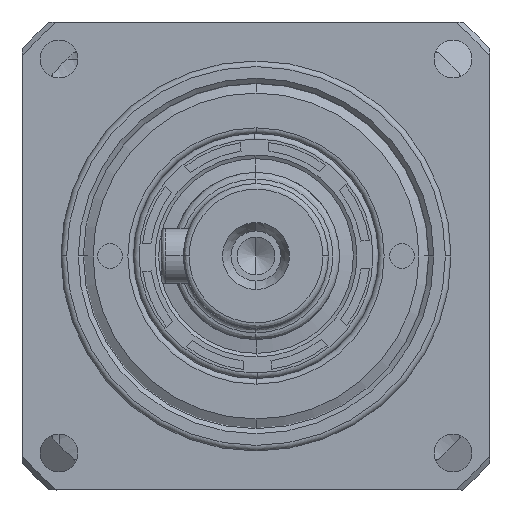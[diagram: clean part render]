
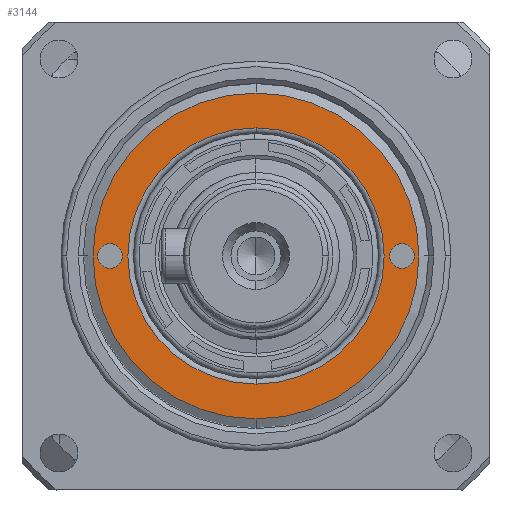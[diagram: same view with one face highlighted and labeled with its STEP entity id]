
A CAD part, left-side view. The second image highlights one B-rep face of the part: STEP entity #3144.
In plain terms, the highlighted face is planar.
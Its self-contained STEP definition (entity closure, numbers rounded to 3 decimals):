
#72 = ORIENTED_EDGE ( 'NONE', *, *, #8500, .F. ) ;
#160 = FACE_BOUND ( 'NONE', #7816, .T. ) ;
#286 = DIRECTION ( 'NONE',  ( -0.02, -0.001, 1. ) ) ;
#347 = CARTESIAN_POINT ( 'NONE',  ( -18.685, -5.671, 10.971 ) ) ;
#388 = CARTESIAN_POINT ( 'NONE',  ( -20.09, 7.337, -3.668 ) ) ;
#456 = CARTESIAN_POINT ( 'NONE',  ( -20.385, 7.318, 10.954 ) ) ;
#942 = ORIENTED_EDGE ( 'NONE', *, *, #19362, .F. ) ;
#1322 = CIRCLE ( 'NONE', #6825, 11.5 ) ;
#1972 = CARTESIAN_POINT ( 'NONE',  ( -22.061, 20.309, 9.837 ) ) ;
#2412 = DIRECTION ( 'NONE',  ( 0.991, 0.13, 0.02 ) ) ;
#2513 = CARTESIAN_POINT ( 'NONE',  ( -22.106, 20.306, 12.037 ) ) ;
#2617 = DIRECTION ( 'NONE',  ( -0.02, -0.001, 1. ) ) ;
#2753 = EDGE_LOOP ( 'NONE', ( #16100, #6274 ) ) ;
#2955 = EDGE_CURVE ( 'NONE', #14801, #10366, #4352, .T. ) ;
#3035 = CARTESIAN_POINT ( 'NONE',  ( -20.385, 7.318, 10.954 ) ) ;
#3144 = ADVANCED_FACE ( 'NONE', ( #14869, #160, #11663, #6275 ), #9523, .T. ) ;
#3179 = VERTEX_POINT ( 'NONE', #2513 ) ;
#3199 = CARTESIAN_POINT ( 'NONE',  ( -18.708, -5.673, 12.071 ) ) ;
#4081 = CARTESIAN_POINT ( 'NONE',  ( -18.663, -5.67, 9.871 ) ) ;
#4295 = CIRCLE ( 'NONE', #14918, 14.625 ) ;
#4351 = EDGE_CURVE ( 'NONE', #3179, #17222, #20751, .T. ) ;
#4352 = CIRCLE ( 'NONE', #7101, 14.625 ) ;
#4801 = DIRECTION ( 'NONE',  ( -0.02, -0.001, 1. ) ) ;
#5179 = DIRECTION ( 'NONE',  ( -0.991, -0.13, -0.02 ) ) ;
#5396 = VERTEX_POINT ( 'NONE', #4081 ) ;
#5769 = DIRECTION ( 'NONE',  ( 0.02, 0.001, -1. ) ) ;
#5854 = CARTESIAN_POINT ( 'NONE',  ( -18.685, -5.671, 10.971 ) ) ;
#6207 = DIRECTION ( 'NONE',  ( 0.02, 0.001, -1. ) ) ;
#6274 = ORIENTED_EDGE ( 'NONE', *, *, #15364, .F. ) ;
#6275 = FACE_OUTER_BOUND ( 'NONE', #2753, .T. ) ;
#6389 = DIRECTION ( 'NONE',  ( -0.991, -0.13, -0.02 ) ) ;
#6569 = DIRECTION ( 'NONE',  ( -0.02, -0.001, 1. ) ) ;
#6825 = AXIS2_PLACEMENT_3D ( 'NONE', #3035, #19119, #6207 ) ;
#7101 = AXIS2_PLACEMENT_3D ( 'NONE', #13913, #20486, #5769 ) ;
#7504 = EDGE_CURVE ( 'NONE', #5396, #14594, #15410, .T. ) ;
#7699 = EDGE_CURVE ( 'NONE', #20568, #9725, #1322, .T. ) ;
#7816 = EDGE_LOOP ( 'NONE', ( #17842, #942 ) ) ;
#8500 = EDGE_CURVE ( 'NONE', #14594, #5396, #12658, .T. ) ;
#8841 = AXIS2_PLACEMENT_3D ( 'NONE', #19705, #6389, #4801 ) ;
#9523 = PLANE ( 'NONE',  #19433 ) ;
#9725 = VERTEX_POINT ( 'NONE', #10184 ) ;
#9791 = AXIS2_PLACEMENT_3D ( 'NONE', #18094, #9967, #286 ) ;
#9967 = DIRECTION ( 'NONE',  ( -0.991, -0.13, -0.02 ) ) ;
#10138 = CIRCLE ( 'NONE', #19726, 11.5 ) ;
#10184 = CARTESIAN_POINT ( 'NONE',  ( -20.616, 7.303, 22.452 ) ) ;
#10366 = VERTEX_POINT ( 'NONE', #20201 ) ;
#11258 = EDGE_LOOP ( 'NONE', ( #72, #12799 ) ) ;
#11663 = FACE_BOUND ( 'NONE', #18593, .T. ) ;
#12658 = CIRCLE ( 'NONE', #20893, 1.1 ) ;
#12799 = ORIENTED_EDGE ( 'NONE', *, *, #7504, .F. ) ;
#13913 = CARTESIAN_POINT ( 'NONE',  ( -20.385, 7.318, 10.954 ) ) ;
#14074 = DIRECTION ( 'NONE',  ( -0.991, -0.13, -0.02 ) ) ;
#14452 = CARTESIAN_POINT ( 'NONE',  ( -22.281, 21.82, 10.935 ) ) ;
#14594 = VERTEX_POINT ( 'NONE', #3199 ) ;
#14675 = CARTESIAN_POINT ( 'NONE',  ( -20.153, 7.333, -0.544 ) ) ;
#14801 = VERTEX_POINT ( 'NONE', #388 ) ;
#14869 = FACE_BOUND ( 'NONE', #11258, .T. ) ;
#14918 = AXIS2_PLACEMENT_3D ( 'NONE', #18804, #2412, #18488 ) ;
#15244 = EDGE_CURVE ( 'NONE', #9725, #20568, #10138, .T. ) ;
#15364 = EDGE_CURVE ( 'NONE', #10366, #14801, #4295, .T. ) ;
#15373 = DIRECTION ( 'NONE',  ( 0.02, 0.001, -1. ) ) ;
#15410 = CIRCLE ( 'NONE', #18140, 1.1 ) ;
#16100 = ORIENTED_EDGE ( 'NONE', *, *, #2955, .F. ) ;
#17222 = VERTEX_POINT ( 'NONE', #1972 ) ;
#17423 = DIRECTION ( 'NONE',  ( -0.02, -0.001, 1. ) ) ;
#17842 = ORIENTED_EDGE ( 'NONE', *, *, #4351, .F. ) ;
#18094 = CARTESIAN_POINT ( 'NONE',  ( -22.084, 20.308, 10.937 ) ) ;
#18140 = AXIS2_PLACEMENT_3D ( 'NONE', #347, #5179, #6569 ) ;
#18438 = ORIENTED_EDGE ( 'NONE', *, *, #7699, .T. ) ;
#18488 = DIRECTION ( 'NONE',  ( 0.02, 0.001, -1. ) ) ;
#18593 = EDGE_LOOP ( 'NONE', ( #18438, #18943 ) ) ;
#18804 = CARTESIAN_POINT ( 'NONE',  ( -20.385, 7.318, 10.954 ) ) ;
#18943 = ORIENTED_EDGE ( 'NONE', *, *, #15244, .T. ) ;
#19119 = DIRECTION ( 'NONE',  ( 0.991, 0.13, 0.02 ) ) ;
#19362 = EDGE_CURVE ( 'NONE', #17222, #3179, #20134, .T. ) ;
#19433 = AXIS2_PLACEMENT_3D ( 'NONE', #14452, #14074, #2617 ) ;
#19705 = CARTESIAN_POINT ( 'NONE',  ( -22.084, 20.308, 10.937 ) ) ;
#19726 = AXIS2_PLACEMENT_3D ( 'NONE', #456, #20532, #15373 ) ;
#20134 = CIRCLE ( 'NONE', #8841, 1.1 ) ;
#20201 = CARTESIAN_POINT ( 'NONE',  ( -20.679, 7.299, 25.576 ) ) ;
#20486 = DIRECTION ( 'NONE',  ( 0.991, 0.13, 0.02 ) ) ;
#20532 = DIRECTION ( 'NONE',  ( 0.991, 0.13, 0.02 ) ) ;
#20568 = VERTEX_POINT ( 'NONE', #14675 ) ;
#20751 = CIRCLE ( 'NONE', #9791, 1.1 ) ;
#20878 = DIRECTION ( 'NONE',  ( -0.991, -0.13, -0.02 ) ) ;
#20893 = AXIS2_PLACEMENT_3D ( 'NONE', #5854, #20878, #17423 ) ;
